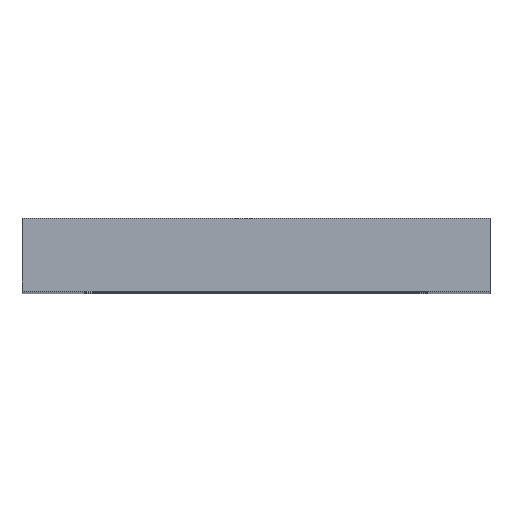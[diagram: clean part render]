
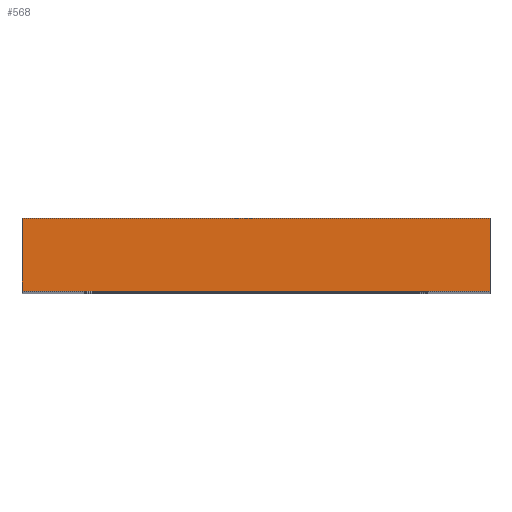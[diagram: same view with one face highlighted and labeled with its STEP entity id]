
A CAD part, top view. The second image highlights one B-rep face of the part: STEP entity #568.
In plain terms, the highlighted planar face has unit normal (0, 0, 1).
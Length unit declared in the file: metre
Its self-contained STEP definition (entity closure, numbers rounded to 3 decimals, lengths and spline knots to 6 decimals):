
#56=ORIENTED_EDGE('',*,*,#223,.F.);
#57=ORIENTED_EDGE('',*,*,#222,.F.);
#58=ORIENTED_EDGE('',*,*,#224,.T.);
#59=ORIENTED_EDGE('',*,*,#225,.T.);
#222=EDGE_CURVE('',#305,#304,#362,.T.);
#223=EDGE_CURVE('',#304,#306,#363,.T.);
#224=EDGE_CURVE('',#305,#307,#364,.T.);
#225=EDGE_CURVE('',#307,#306,#365,.T.);
#304=VERTEX_POINT('',#845);
#305=VERTEX_POINT('',#847);
#306=VERTEX_POINT('',#851);
#307=VERTEX_POINT('',#853);
#362=LINE('',#848,#422);
#363=LINE('',#850,#423);
#364=LINE('',#852,#424);
#365=LINE('',#854,#425);
#422=VECTOR('',#675,1.);
#423=VECTOR('',#678,1.);
#424=VECTOR('',#679,1.);
#425=VECTOR('',#680,1.);
#478=EDGE_LOOP('',(#56,#57,#58,#59));
#514=FACE_BOUND('',#478,.T.);
#550=PLANE('',#611);
#568=ADVANCED_FACE('',(#514),#550,.T.);
#611=AXIS2_PLACEMENT_3D('',#849,#676,#677);
#675=DIRECTION('',(0.,-1.,0.));
#676=DIRECTION('',(0.,0.,1.));
#677=DIRECTION('',(1.,0.,0.));
#678=DIRECTION('',(-1.,0.,0.));
#679=DIRECTION('',(-1.,0.,0.));
#680=DIRECTION('',(0.,-1.,0.));
#845=CARTESIAN_POINT('',(-0.002555,0.,0.029002));
#847=CARTESIAN_POINT('',(-0.002555,0.003,0.029002));
#848=CARTESIAN_POINT('',(-0.002555,0.003,0.029002));
#849=CARTESIAN_POINT('',(-0.012221,0.003,0.029002));
#850=CARTESIAN_POINT('',(-0.012221,0.,0.029002));
#851=CARTESIAN_POINT('',(-0.021888,0.,0.029002));
#852=CARTESIAN_POINT('',(-0.012221,0.003,0.029002));
#853=CARTESIAN_POINT('',(-0.021888,0.003,0.029002));
#854=CARTESIAN_POINT('',(-0.021888,0.003,0.029002));
